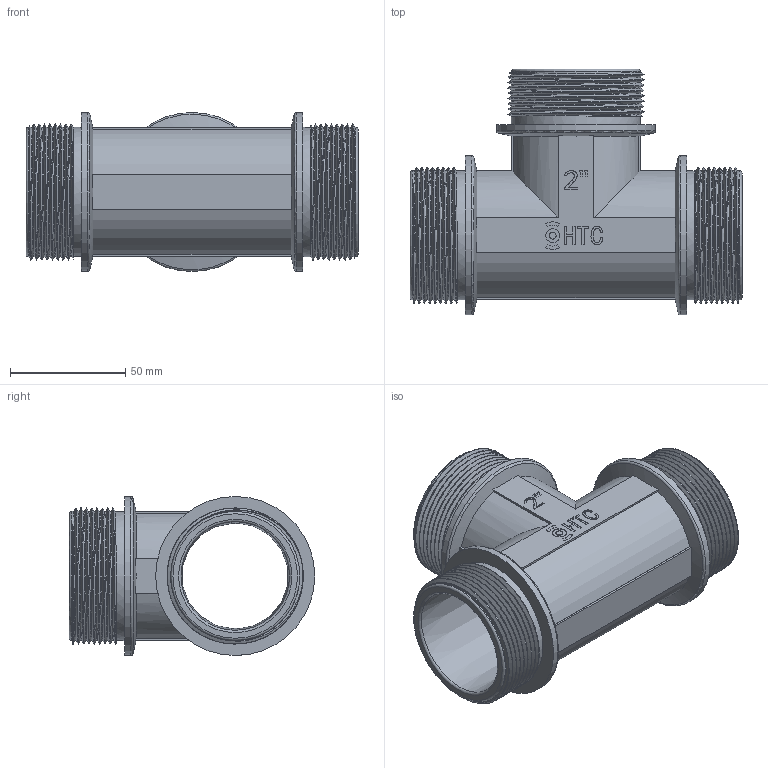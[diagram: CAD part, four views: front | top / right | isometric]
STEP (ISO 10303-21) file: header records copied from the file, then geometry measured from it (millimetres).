
FILE_DESCRIPTION(/* description */ (''),/* implementation_level */ '2;1');
FILE_NAME(/* name */ '3通2寸_20250519_1239_3__stp_20250620_1326.stp',/* time_stamp */ '2025-06-20T13:26:42+08:00',/* author */ (''),/* organization */ (''),/* preprocessor_version */ 'ST-DEVELOPER v16.7',/* originating_system */ 'SIEMENS PLM Software NX 12.0',/* authorisation */ '');
FILE_SCHEMA (('AP203_CONFIGURATION_CONTROLLED_3D_DESIGN_OF_MECHANICAL_PARTS_AND_ASSEMBLIES_MIM_LF { 1 0 10303 403 2 1 2}'));
Length unit declared in the file: millimetre
Products named in the file (1): Admi15E8A8EB4ylk
Bounding box: 144 x 106.5 x 69 mm (x, y, z)
Volume: 163803.3 mm3; surface area: 77806.9 mm2
Topology: 1 solids, 1 shells, 227 faces, 626 edges, 413 vertices
Faces by surface type: plane 118, cylinder 49, extrusion 34, bspline 11, torus 9, cone 6
Full cylindrical faces by diameter (mm): 3 x1, 6 x1, 56 x27, 69 x3
Entity records: 16456 total; most frequent: CARTESIAN_POINT 11041, ORIENTED_EDGE 1028, DIRECTION 777, EDGE_CURVE 514, VERTEX_POINT 351, VECTOR 297, LINE 263, EDGE_LOOP 245
